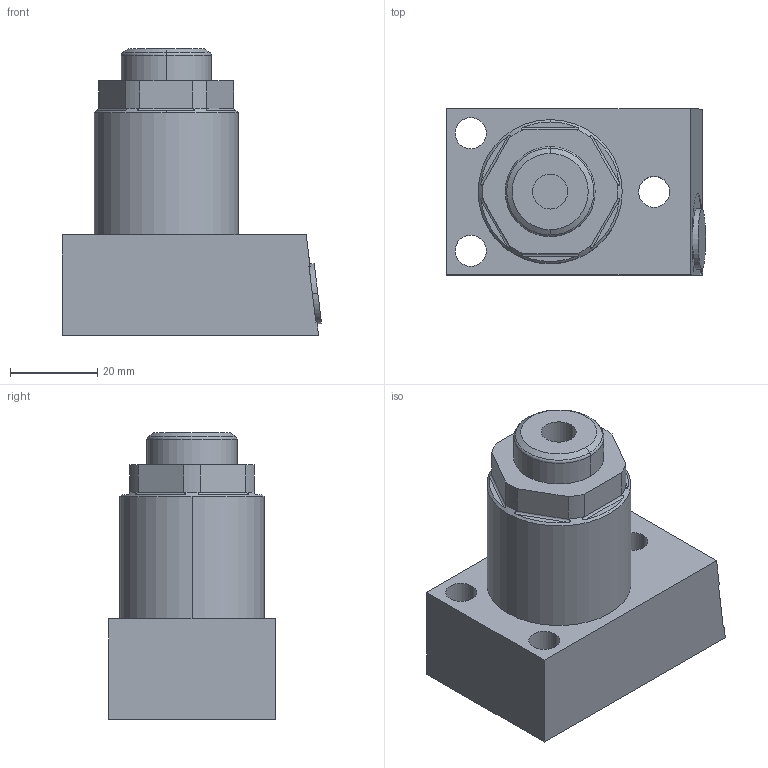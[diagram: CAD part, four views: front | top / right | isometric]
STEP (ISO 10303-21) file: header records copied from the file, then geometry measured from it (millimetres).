
FILE_DESCRIPTION((''),'2;1');
FILE_NAME('ILC10050908','2009-01-12T',('jdw'),(''),'PRO/ENGINEER BY PARAMETRIC TECHNOLOGY CORPORATION, 2007460','PRO/ENGINEER BY PARAMETRIC TECHNOLOGY CORPORATION, 2007460','');
FILE_SCHEMA(('AUTOMOTIVE_DESIGN_CC2 { 1 2 10303 214 -1 1 5 2 }'));
Length unit declared in the file: inch
Products named in the file (1): ILC10050908
Bounding box: 59.44 x 38.1 x 65.68 mm (x, y, z)
Volume: 76958.6 mm3; surface area: 15608.7 mm2
Topology: 1 solids, 2 shells, 78 faces, 181 edges, 109 vertices
Faces by surface type: cylinder 35, plane 27, cone 10, torus 6
Entity records: 2581 total; most frequent: CARTESIAN_POINT 553, DIRECTION 406, ORIENTED_EDGE 358, EDGE_CURVE 179, AXIS2_PLACEMENT_3D 163, VERTEX_POINT 109, COLOUR_RGB 107, EDGE_LOOP 90
